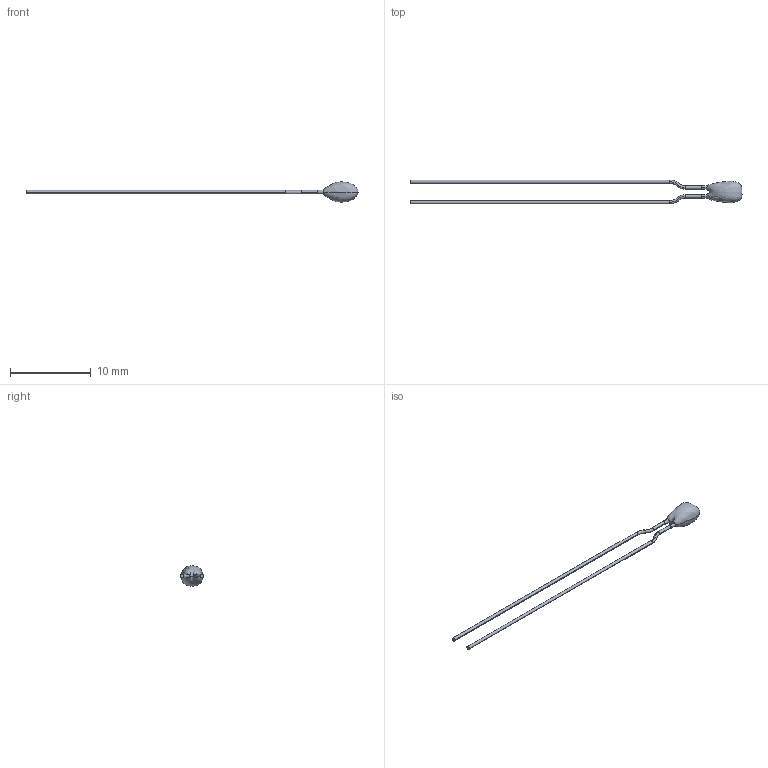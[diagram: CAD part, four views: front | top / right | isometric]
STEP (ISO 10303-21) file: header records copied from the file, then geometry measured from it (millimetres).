
FILE_DESCRIPTION(('STEP AP242'),'1');
FILE_NAME('ntcle213e3104fxt1.stp','2021-10-05T05:41:37',('TraceParts'),('TraceParts S.A.'),'Spatial InterOp 3D',' ',' ');
FILE_SCHEMA(('AP242_MANAGED_MODEL_BASED_3D_ENGINEERING_MIM_LF {1 0 10303 442 1 1 4}'));
Length unit declared in the file: millimetre
Products named in the file (1): ntcle213e3104fxt1
Bounding box: 40.99 x 2.94 x 2.5 mm (x, y, z)
Volume: 25.8 mm3; surface area: 126.6 mm2
Topology: 1 solids, 1 shells, 22 faces, 55 edges, 37 vertices
Faces by surface type: cylinder 8, bspline 6, cone 4, plane 4
Entity records: 2007 total; most frequent: CARTESIAN_POINT 1447, DIRECTION 120, ORIENTED_EDGE 110, EDGE_CURVE 55, AXIS2_PLACEMENT_3D 54, VERTEX_POINT 37, CIRCLE 37, EDGE_LOOP 24
